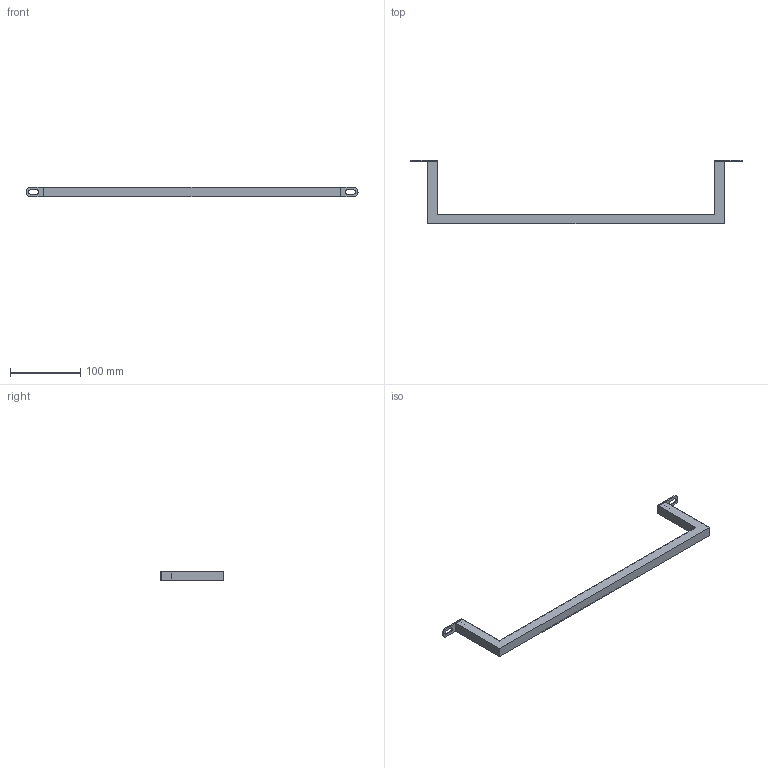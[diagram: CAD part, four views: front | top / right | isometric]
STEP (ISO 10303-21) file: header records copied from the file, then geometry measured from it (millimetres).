
FILE_DESCRIPTION (( 'STEP AP214' ), '1' );
FILE_NAME ('MAT50R.2_STEP_V10423.STEP', '2023-04-20T08:02:07', ( '' ), ( '' ), 'SwSTEP 2.0', 'SolidWorks 2019', '' );
FILE_SCHEMA (( 'AUTOMOTIVE_DESIGN' ));
Length unit declared in the file: millimetre
Products named in the file (1): MAT50R.2_STEP_V10423
Bounding box: 473 x 91 x 14 mm (x, y, z)
Volume: 34344.5 mm3; surface area: 64128.8 mm2
Topology: 5 solids, 5 shells, 152 faces, 420 edges, 278 vertices
Faces by surface type: cylinder 96, plane 38, cone 12, bspline 6
Entity records: 9898 total; most frequent: CARTESIAN_POINT 6455, ORIENTED_EDGE 840, DIRECTION 564, EDGE_CURVE 420, VERTEX_POINT 278, AXIS2_PLACEMENT_3D 189, LINE 186, VECTOR 186
